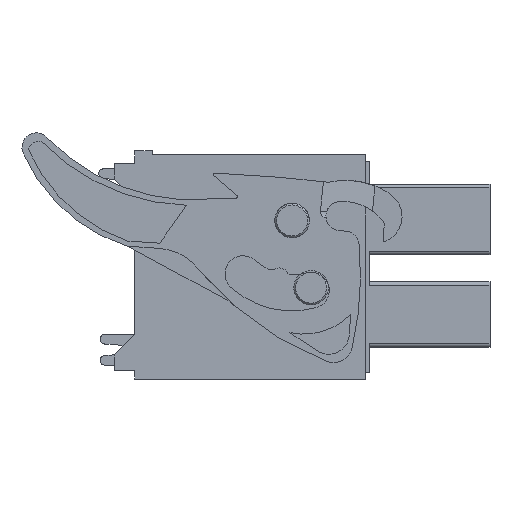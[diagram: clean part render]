
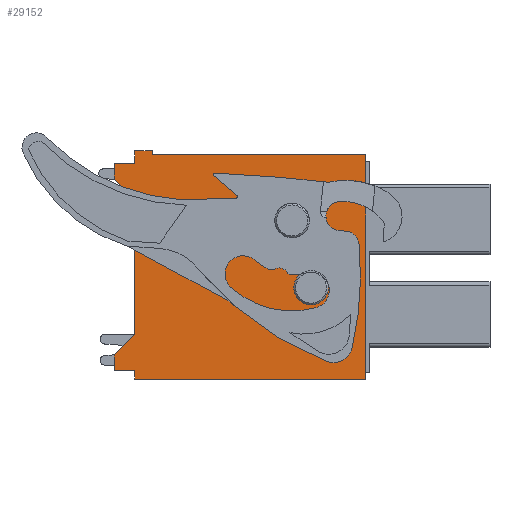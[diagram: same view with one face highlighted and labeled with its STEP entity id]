
A CAD part, left-side view. The second image highlights one B-rep face of the part: STEP entity #29152.
In plain terms, the highlighted planar face has unit normal (-1, 0, 0).
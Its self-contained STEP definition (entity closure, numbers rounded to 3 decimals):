
#638=CIRCLE('',#30610,1.);
#639=CIRCLE('',#30611,1.);
#3132=ORIENTED_EDGE('',*,*,#9867,.T.);
#3133=ORIENTED_EDGE('',*,*,#9868,.T.);
#3134=ORIENTED_EDGE('',*,*,#8792,.F.);
#3135=ORIENTED_EDGE('',*,*,#9869,.T.);
#3136=ORIENTED_EDGE('',*,*,#9870,.F.);
#3137=ORIENTED_EDGE('',*,*,#9871,.T.);
#3138=ORIENTED_EDGE('',*,*,#8817,.F.);
#3139=ORIENTED_EDGE('',*,*,#8986,.T.);
#3140=ORIENTED_EDGE('',*,*,#9858,.T.);
#3141=ORIENTED_EDGE('',*,*,#8642,.F.);
#3142=ORIENTED_EDGE('',*,*,#9872,.T.);
#3143=ORIENTED_EDGE('',*,*,#9873,.T.);
#3144=ORIENTED_EDGE('',*,*,#8869,.F.);
#3145=ORIENTED_EDGE('',*,*,#9874,.F.);
#3146=ORIENTED_EDGE('',*,*,#9875,.T.);
#3147=ORIENTED_EDGE('',*,*,#9876,.T.);
#8642=EDGE_CURVE('',#12411,#12413,#14916,.T.);
#8792=EDGE_CURVE('',#12555,#12556,#15028,.T.);
#8817=EDGE_CURVE('',#12580,#12581,#15053,.T.);
#8869=EDGE_CURVE('',#12632,#12633,#15105,.T.);
#8986=EDGE_CURVE('',#12580,#12725,#15222,.T.);
#9858=EDGE_CURVE('',#12725,#12413,#15989,.T.);
#9867=EDGE_CURVE('',#13256,#13256,#638,.T.);
#9868=EDGE_CURVE('',#13257,#13257,#639,.T.);
#9869=EDGE_CURVE('',#12555,#13258,#15998,.T.);
#9870=EDGE_CURVE('',#13259,#13258,#15999,.T.);
#9871=EDGE_CURVE('',#13259,#12581,#16000,.T.);
#9872=EDGE_CURVE('',#12411,#13260,#16001,.T.);
#9873=EDGE_CURVE('',#13260,#12633,#16002,.T.);
#9874=EDGE_CURVE('',#13261,#12632,#16003,.T.);
#9875=EDGE_CURVE('',#13261,#13262,#16004,.T.);
#9876=EDGE_CURVE('',#13262,#12556,#16005,.T.);
#12411=VERTEX_POINT('',#39118);
#12413=VERTEX_POINT('',#39121);
#12555=VERTEX_POINT('',#39437);
#12556=VERTEX_POINT('',#39439);
#12580=VERTEX_POINT('',#39488);
#12581=VERTEX_POINT('',#39490);
#12632=VERTEX_POINT('',#39593);
#12633=VERTEX_POINT('',#39595);
#12725=VERTEX_POINT('',#39829);
#13256=VERTEX_POINT('',#42358);
#13257=VERTEX_POINT('',#42360);
#13258=VERTEX_POINT('',#42362);
#13259=VERTEX_POINT('',#42364);
#13260=VERTEX_POINT('',#42367);
#13261=VERTEX_POINT('',#42370);
#13262=VERTEX_POINT('',#42372);
#14916=LINE('',#39120,#18100);
#15028=LINE('',#39438,#18212);
#15053=LINE('',#39489,#18237);
#15105=LINE('',#39594,#18289);
#15222=LINE('',#39830,#18406);
#15989=LINE('',#42341,#19173);
#15998=LINE('',#42361,#19182);
#15999=LINE('',#42363,#19183);
#16000=LINE('',#42365,#19184);
#16001=LINE('',#42366,#19185);
#16002=LINE('',#42368,#19186);
#16003=LINE('',#42369,#19187);
#16004=LINE('',#42371,#19188);
#16005=LINE('',#42373,#19189);
#18100=VECTOR('',#32120,1000.);
#18212=VECTOR('',#32358,1000.);
#18237=VECTOR('',#32385,1000.);
#18289=VECTOR('',#32439,1000.);
#18406=VECTOR('',#32608,1000.);
#19173=VECTOR('',#34019,1000.);
#19182=VECTOR('',#34036,1000.);
#19183=VECTOR('',#34037,1000.);
#19184=VECTOR('',#34038,1000.);
#19185=VECTOR('',#34039,1000.);
#19186=VECTOR('',#34040,1000.);
#19187=VECTOR('',#34041,1000.);
#19188=VECTOR('',#34042,1000.);
#19189=VECTOR('',#34043,1000.);
#21671=EDGE_LOOP('',(#3132));
#21672=EDGE_LOOP('',(#3133));
#21673=EDGE_LOOP('',(#3134,#3135,#3136,#3137,#3138,#3139,#3140,#3141,#3142,
#3143,#3144,#3145,#3146,#3147));
#23209=FACE_BOUND('',#21671,.T.);
#23210=FACE_BOUND('',#21672,.T.);
#23211=FACE_BOUND('',#21673,.T.);
#24569=PLANE('',#30609);
#29152=ADVANCED_FACE('',(#23209,#23210,#23211),#24569,.F.);
#30609=AXIS2_PLACEMENT_3D('',#42356,#34030,#34031);
#30610=AXIS2_PLACEMENT_3D('',#42357,#34032,#34033);
#30611=AXIS2_PLACEMENT_3D('',#42359,#34034,#34035);
#32120=DIRECTION('',(0.,-1.,0.));
#32358=DIRECTION('',(0.,0.,1.));
#32385=DIRECTION('',(0.,0.,1.));
#32439=DIRECTION('',(0.,0.,1.));
#32608=DIRECTION('',(0.,-1.,0.));
#34019=DIRECTION('',(0.,0.,1.));
#34030=DIRECTION('',(1.,0.,0.));
#34031=DIRECTION('',(0.,0.,-1.));
#34032=DIRECTION('',(1.,0.,0.));
#34033=DIRECTION('',(0.,0.,-1.));
#34034=DIRECTION('',(1.,0.,0.));
#34035=DIRECTION('',(0.,0.,-1.));
#34036=DIRECTION('',(0.,0.707,-0.707));
#34037=DIRECTION('',(0.,0.,1.));
#34038=DIRECTION('',(0.,-1.,0.));
#34039=DIRECTION('',(0.,0.,1.));
#34040=DIRECTION('',(0.,1.,0.));
#34041=DIRECTION('',(0.,-1.,0.));
#34042=DIRECTION('',(0.,0.,-1.));
#34043=DIRECTION('',(0.,-0.707,-0.707));
#39118=CARTESIAN_POINT('',(-12.65,12.4,6.5));
#39120=CARTESIAN_POINT('',(-12.65,13.4,6.5));
#39121=CARTESIAN_POINT('',(-12.65,0.,6.5));
#39437=CARTESIAN_POINT('',(-12.65,13.4,-3.9));
#39438=CARTESIAN_POINT('',(-12.65,13.4,-6.5));
#39439=CARTESIAN_POINT('',(-12.65,13.4,3.9));
#39488=CARTESIAN_POINT('',(-12.65,13.4,-6.5));
#39489=CARTESIAN_POINT('',(-12.65,13.4,-6.5));
#39490=CARTESIAN_POINT('',(-12.65,13.4,-6.));
#39593=CARTESIAN_POINT('',(-12.65,13.4,6.));
#39594=CARTESIAN_POINT('',(-12.65,13.4,-6.5));
#39595=CARTESIAN_POINT('',(-12.65,13.4,6.75));
#39829=CARTESIAN_POINT('',(-12.65,0.,-6.5));
#39830=CARTESIAN_POINT('',(-12.65,13.4,-6.5));
#42341=CARTESIAN_POINT('',(-12.65,0.,-6.5));
#42356=CARTESIAN_POINT('',(-12.65,13.4,-6.5));
#42357=CARTESIAN_POINT('',(-12.65,4.28,2.7));
#42358=CARTESIAN_POINT('',(-12.65,4.28,1.7));
#42359=CARTESIAN_POINT('',(-12.65,3.18,-1.2));
#42360=CARTESIAN_POINT('',(-12.65,3.18,-2.2));
#42361=CARTESIAN_POINT('',(-12.65,14.6,-5.1));
#42362=CARTESIAN_POINT('',(-12.65,14.6,-5.1));
#42363=CARTESIAN_POINT('',(-12.65,14.6,-6.));
#42364=CARTESIAN_POINT('',(-12.65,14.6,-6.));
#42365=CARTESIAN_POINT('',(-12.65,14.6,-6.));
#42366=CARTESIAN_POINT('',(-12.65,12.4,6.5));
#42367=CARTESIAN_POINT('',(-12.65,12.4,6.75));
#42368=CARTESIAN_POINT('',(-12.65,12.4,6.75));
#42369=CARTESIAN_POINT('',(-12.65,14.6,6.));
#42370=CARTESIAN_POINT('',(-12.65,14.6,6.));
#42371=CARTESIAN_POINT('',(-12.65,14.6,6.));
#42372=CARTESIAN_POINT('',(-12.65,14.6,5.1));
#42373=CARTESIAN_POINT('',(-12.65,13.4,3.9));
